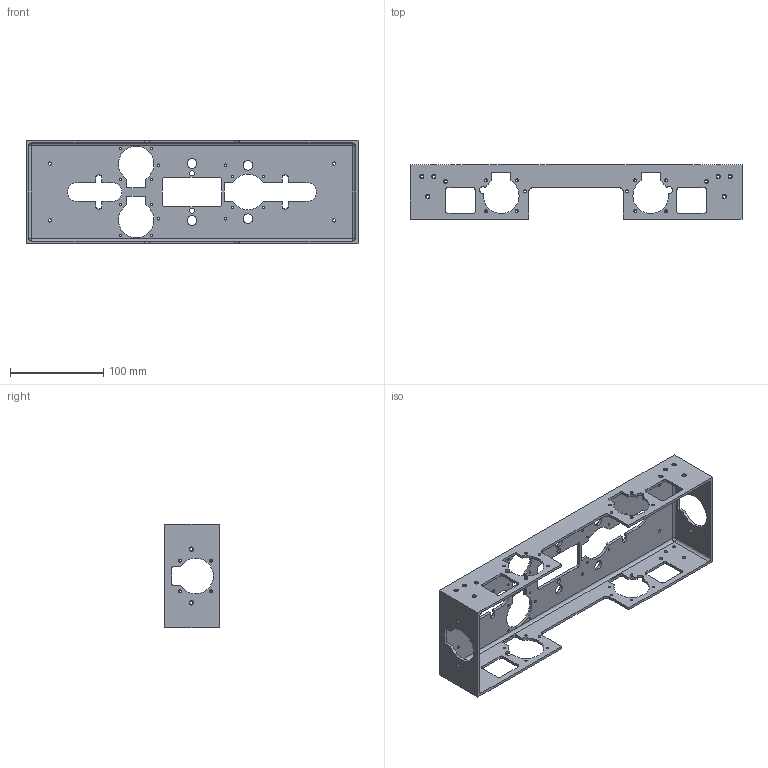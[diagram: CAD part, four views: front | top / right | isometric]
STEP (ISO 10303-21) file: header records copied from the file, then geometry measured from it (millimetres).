
FILE_DESCRIPTION (( 'STEP AP203' ), '1' );
FILE_NAME ('D020239-v1_aLIGO_SUS_HSTS_COILHOLDER (TABLECLOTH).STEP', '2010-07-08T14:54:56', ( 'Dwayne Giardina' ), ( 'CA Institute of Technology' ), 'SwSTEP 2.0', 'SolidWorks 2010', '' );
FILE_SCHEMA (( 'CONFIG_CONTROL_DESIGN' ));
Length unit declared in the file: inch
Products named in the file (1): D020239-v1_aLIGO_SUS_HSTS_COILHOLDER (TABLECLOTH)
Bounding box: 355.6 x 58.42 x 110.74 mm (x, y, z)
Volume: 192770.5 mm3; surface area: 136701.5 mm2
Topology: 1 solids, 1 shells, 446 faces, 1204 edges, 756 vertices
Faces by surface type: cylinder 241, cone 120, plane 81, sphere 4
Entity records: 14525 total; most frequent: DIRECTION 2696, CARTESIAN_POINT 2403, ORIENTED_EDGE 2400, EDGE_CURVE 1200, AXIS2_PLACEMENT_3D 1049, VERTEX_POINT 756, EDGE_LOOP 624, CIRCLE 602
